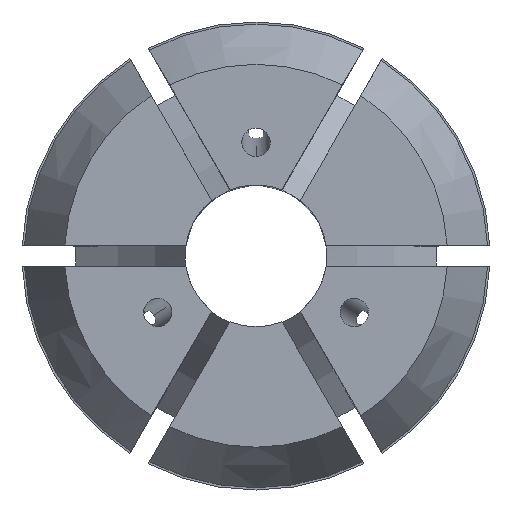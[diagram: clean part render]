
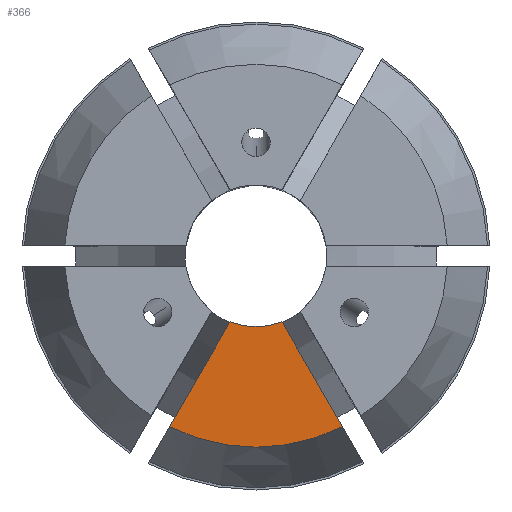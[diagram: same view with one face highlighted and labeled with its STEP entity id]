
A CAD part, top view. The second image highlights one B-rep face of the part: STEP entity #366.
In plain terms, the highlighted planar face has unit normal (0, 0, 1).
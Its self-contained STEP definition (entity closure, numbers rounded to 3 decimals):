
#34 = DIRECTION ( 'NONE',  ( 1., 0., 0. ) ) ;
#318 = ORIENTED_EDGE ( 'NONE', *, *, #3694, .F. ) ;
#366 = ADVANCED_FACE ( 'NONE', ( #2904 ), #795, .T. ) ;
#412 = ORIENTED_EDGE ( 'NONE', *, *, #1181, .F. ) ;
#563 = CARTESIAN_POINT ( 'NONE',  ( -6.495, 9.75, 40. ) ) ;
#601 = AXIS2_PLACEMENT_3D ( 'NONE', #1816, #2702, #34 ) ;
#795 = PLANE ( 'NONE',  #1821 ) ;
#866 = CARTESIAN_POINT ( 'NONE',  ( 0., 0., 40. ) ) ;
#938 = EDGE_LOOP ( 'NONE', ( #318, #1055, #412, #2369 ) ) ;
#1037 = DIRECTION ( 'NONE',  ( 1., 0., 0. ) ) ;
#1055 = ORIENTED_EDGE ( 'NONE', *, *, #1251, .T. ) ;
#1155 = DIRECTION ( 'NONE',  ( 0.5, -0.866, 0. ) ) ;
#1181 = EDGE_CURVE ( 'NONE', #3289, #3770, #2670, .T. ) ;
#1213 = LINE ( 'NONE', #563, #2223 ) ;
#1251 = EDGE_CURVE ( 'NONE', #3620, #3770, #2529, .T. ) ;
#1365 = CARTESIAN_POINT ( 'NONE',  ( 0., 13.499, 40. ) ) ;
#1404 = CARTESIAN_POINT ( 'NONE',  ( -1.822, -4.656, 40. ) ) ;
#1766 = CIRCLE ( 'NONE', #601, 5. ) ;
#1816 = CARTESIAN_POINT ( 'NONE',  ( 0., 0., 40. ) ) ;
#1821 = AXIS2_PLACEMENT_3D ( 'NONE', #1365, #2286, #1037 ) ;
#1908 = CARTESIAN_POINT ( 'NONE',  ( 6.495, 9.75, 40. ) ) ;
#2071 = AXIS2_PLACEMENT_3D ( 'NONE', #866, #2348, #3224 ) ;
#2223 = VECTOR ( 'NONE', #1155, 1000. ) ;
#2286 = DIRECTION ( 'NONE',  ( 0., 0., 1. ) ) ;
#2348 = DIRECTION ( 'NONE',  ( 0., 0., -1. ) ) ;
#2369 = ORIENTED_EDGE ( 'NONE', *, *, #3445, .F. ) ;
#2529 = LINE ( 'NONE', #1908, #3070 ) ;
#2602 = CARTESIAN_POINT ( 'NONE',  ( 6.09, -12.048, 40. ) ) ;
#2631 = DIRECTION ( 'NONE',  ( -0.5, -0.866, 0. ) ) ;
#2670 = CIRCLE ( 'NONE', #2071, 13.499 ) ;
#2702 = DIRECTION ( 'NONE',  ( 0., 0., 1. ) ) ;
#2904 = FACE_OUTER_BOUND ( 'NONE', #938, .T. ) ;
#3070 = VECTOR ( 'NONE', #2631, 1000. ) ;
#3224 = DIRECTION ( 'NONE',  ( -1., 0., 0. ) ) ;
#3262 = VERTEX_POINT ( 'NONE', #3642 ) ;
#3289 = VERTEX_POINT ( 'NONE', #2602 ) ;
#3445 = EDGE_CURVE ( 'NONE', #3262, #3289, #1213, .T. ) ;
#3454 = CARTESIAN_POINT ( 'NONE',  ( -6.09, -12.048, 40. ) ) ;
#3620 = VERTEX_POINT ( 'NONE', #1404 ) ;
#3642 = CARTESIAN_POINT ( 'NONE',  ( 1.822, -4.656, 40. ) ) ;
#3694 = EDGE_CURVE ( 'NONE', #3620, #3262, #1766, .T. ) ;
#3770 = VERTEX_POINT ( 'NONE', #3454 ) ;
